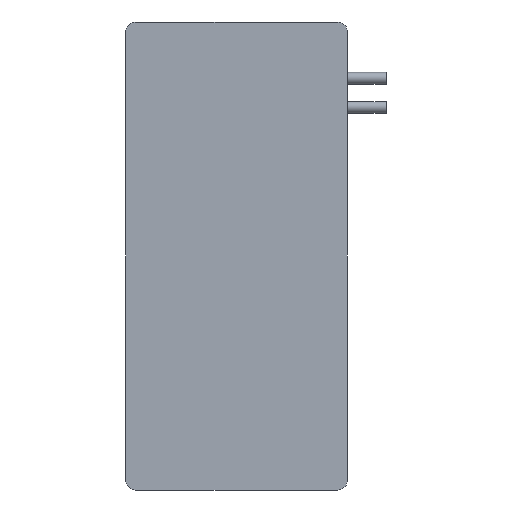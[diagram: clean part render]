
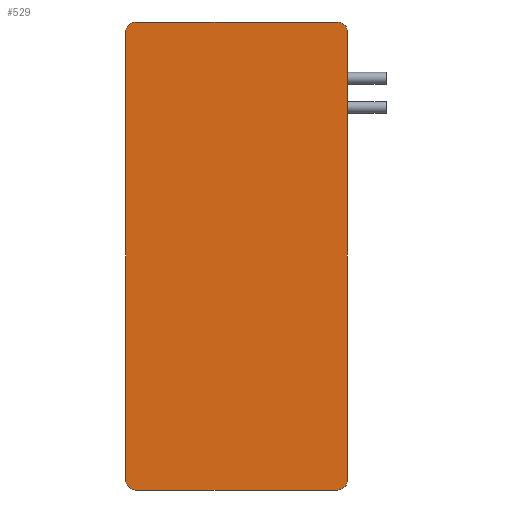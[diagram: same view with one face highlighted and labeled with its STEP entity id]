
A CAD part, front view. The second image highlights one B-rep face of the part: STEP entity #529.
In plain terms, the highlighted planar face has unit normal (0, -1, 0).
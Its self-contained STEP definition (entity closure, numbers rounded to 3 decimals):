
#59=LINE('',#819,#91);
#77=LINE('',#876,#109);
#81=LINE('',#891,#113);
#85=LINE('',#902,#117);
#91=VECTOR('',#648,115.57);
#109=VECTOR('',#706,52.07);
#113=VECTOR('',#724,52.07);
#117=VECTOR('',#736,115.57);
#133=PLANE('',#587);
#175=FACE_OUTER_BOUND('',#217,.T.);
#217=EDGE_LOOP('',(#461,#462,#463,#464,#465,#466,#467,#468));
#242=CIRCLE('',#572,2.54);
#244=CIRCLE('',#576,2.54);
#246=CIRCLE('',#579,2.54);
#248=CIRCLE('',#583,2.54);
#265=VERTEX_POINT('',#817);
#266=VERTEX_POINT('',#818);
#281=VERTEX_POINT('',#866);
#282=VERTEX_POINT('',#867);
#285=VERTEX_POINT('',#875);
#287=VERTEX_POINT('',#884);
#289=VERTEX_POINT('',#890);
#291=VERTEX_POINT('',#896);
#308=EDGE_CURVE('',#265,#266,#59,.T.);
#332=EDGE_CURVE('',#281,#282,#242,.T.);
#336=EDGE_CURVE('',#285,#281,#77,.T.);
#339=EDGE_CURVE('',#266,#285,#244,.T.);
#341=EDGE_CURVE('',#287,#265,#246,.T.);
#344=EDGE_CURVE('',#289,#287,#81,.T.);
#347=EDGE_CURVE('',#291,#289,#248,.T.);
#350=EDGE_CURVE('',#282,#291,#85,.T.);
#461=ORIENTED_EDGE('',*,*,#350,.F.);
#462=ORIENTED_EDGE('',*,*,#332,.F.);
#463=ORIENTED_EDGE('',*,*,#336,.F.);
#464=ORIENTED_EDGE('',*,*,#339,.F.);
#465=ORIENTED_EDGE('',*,*,#308,.F.);
#466=ORIENTED_EDGE('',*,*,#341,.F.);
#467=ORIENTED_EDGE('',*,*,#344,.F.);
#468=ORIENTED_EDGE('',*,*,#347,.F.);
#529=ADVANCED_FACE('',(#175),#133,.F.);
#572=AXIS2_PLACEMENT_3D('',#868,#698,#699);
#576=AXIS2_PLACEMENT_3D('',#881,#711,#712);
#579=AXIS2_PLACEMENT_3D('',#885,#717,#718);
#583=AXIS2_PLACEMENT_3D('',#897,#729,#730);
#587=AXIS2_PLACEMENT_3D('',#905,#740,#741);
#648=DIRECTION('',(0.,0.,1.));
#698=DIRECTION('center_axis',(0.,1.,0.));
#699=DIRECTION('ref_axis',(0.,0.,1.));
#706=DIRECTION('',(1.,0.,0.));
#711=DIRECTION('center_axis',(0.,1.,0.));
#712=DIRECTION('ref_axis',(-1.,0.,0.));
#717=DIRECTION('center_axis',(0.,1.,0.));
#718=DIRECTION('ref_axis',(0.,0.,-1.));
#724=DIRECTION('',(-1.,0.,0.));
#729=DIRECTION('center_axis',(0.,1.,0.));
#730=DIRECTION('ref_axis',(1.,0.,0.));
#736=DIRECTION('',(0.,0.,-1.));
#740=DIRECTION('center_axis',(0.,1.,0.));
#741=DIRECTION('ref_axis',(0.,0.,1.));
#817=CARTESIAN_POINT('',(0.,0.,-118.11));
#818=CARTESIAN_POINT('',(0.,0.,-2.54));
#819=CARTESIAN_POINT('',(0.,0.,-118.11));
#866=CARTESIAN_POINT('',(54.61,0.,0.));
#867=CARTESIAN_POINT('',(57.15,0.,-2.54));
#868=CARTESIAN_POINT('Origin',(54.61,0.,-2.54));
#875=CARTESIAN_POINT('',(2.54,0.,0.));
#876=CARTESIAN_POINT('',(2.54,0.,0.));
#881=CARTESIAN_POINT('Origin',(2.54,0.,-2.54));
#884=CARTESIAN_POINT('',(2.54,0.,-120.65));
#885=CARTESIAN_POINT('Origin',(2.54,0.,-118.11));
#890=CARTESIAN_POINT('',(54.61,0.,-120.65));
#891=CARTESIAN_POINT('',(54.61,0.,-120.65));
#896=CARTESIAN_POINT('',(57.15,0.,-118.11));
#897=CARTESIAN_POINT('Origin',(54.61,0.,-118.11));
#902=CARTESIAN_POINT('',(57.15,0.,-2.54));
#905=CARTESIAN_POINT('Origin',(28.575,0.,-60.325));
